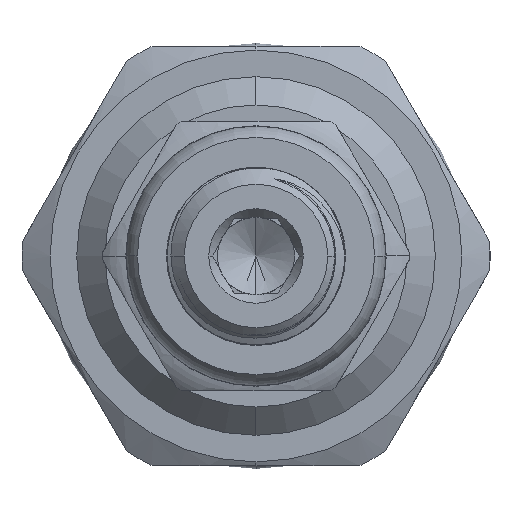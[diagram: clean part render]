
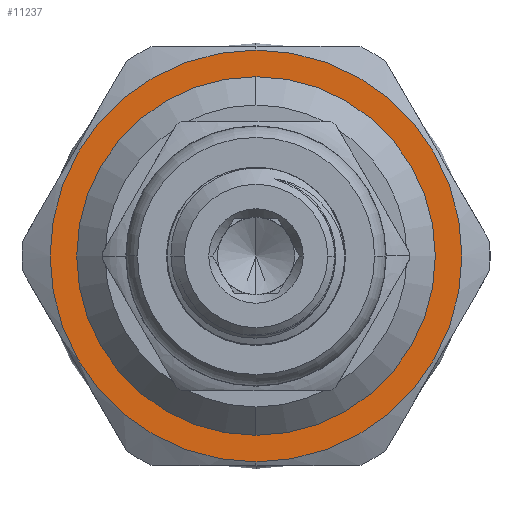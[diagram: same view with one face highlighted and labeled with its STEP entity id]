
A CAD part, left-side view. The second image highlights one B-rep face of the part: STEP entity #11237.
In plain terms, the highlighted planar face has unit normal (-1, 0, 0).
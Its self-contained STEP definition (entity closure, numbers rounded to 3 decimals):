
#239 = VERTEX_POINT ( 'NONE', #11288 ) ;
#951 = DIRECTION ( 'NONE',  ( -1., 0., 0. ) ) ;
#1319 = VERTEX_POINT ( 'NONE', #18450 ) ;
#1954 = CARTESIAN_POINT ( 'NONE',  ( 12., 0., -9.5 ) ) ;
#2173 = AXIS2_PLACEMENT_3D ( 'NONE', #11076, #7831, #6506 ) ;
#2323 = VERTEX_POINT ( 'NONE', #9188 ) ;
#2746 = CIRCLE ( 'NONE', #13750, 9.5 ) ;
#4056 = DIRECTION ( 'NONE',  ( 1., 0., 0. ) ) ;
#4428 = DIRECTION ( 'NONE',  ( 0., 0., 1. ) ) ;
#4448 = ORIENTED_EDGE ( 'NONE', *, *, #5767, .T. ) ;
#4493 = CARTESIAN_POINT ( 'NONE',  ( 12., 0., 0. ) ) ;
#5472 = CARTESIAN_POINT ( 'NONE',  ( 12., 0., 0. ) ) ;
#5736 = CARTESIAN_POINT ( 'NONE',  ( 12., 0., 0. ) ) ;
#5767 = EDGE_CURVE ( 'NONE', #239, #2323, #15772, .T. ) ;
#6506 = DIRECTION ( 'NONE',  ( 0., 0., 1. ) ) ;
#7064 = DIRECTION ( 'NONE',  ( -1., 0., 0. ) ) ;
#7584 = AXIS2_PLACEMENT_3D ( 'NONE', #13474, #4056, #18205 ) ;
#7831 = DIRECTION ( 'NONE',  ( -1., 0., 0. ) ) ;
#7855 = FACE_OUTER_BOUND ( 'NONE', #10776, .T. ) ;
#8696 = EDGE_CURVE ( 'NONE', #2323, #239, #19389, .T. ) ;
#9188 = CARTESIAN_POINT ( 'NONE',  ( 12., 0., -10.91 ) ) ;
#9990 = ORIENTED_EDGE ( 'NONE', *, *, #11119, .F. ) ;
#10574 = AXIS2_PLACEMENT_3D ( 'NONE', #5472, #7064, #13039 ) ;
#10776 = EDGE_LOOP ( 'NONE', ( #19817, #4448 ) ) ;
#11076 = CARTESIAN_POINT ( 'NONE',  ( 12., 0., 0. ) ) ;
#11119 = EDGE_CURVE ( 'NONE', #19387, #1319, #2746, .T. ) ;
#11237 = ADVANCED_FACE ( 'NONE', ( #19327, #7855 ), #13407, .F. ) ;
#11288 = CARTESIAN_POINT ( 'NONE',  ( 12., 0., 10.91 ) ) ;
#11929 = EDGE_LOOP ( 'NONE', ( #13249, #9990 ) ) ;
#12140 = EDGE_CURVE ( 'NONE', #1319, #19387, #13290, .T. ) ;
#12287 = DIRECTION ( 'NONE',  ( -1., 0., 0. ) ) ;
#12455 = AXIS2_PLACEMENT_3D ( 'NONE', #4493, #12287, #4428 ) ;
#13039 = DIRECTION ( 'NONE',  ( 0., 0., 1. ) ) ;
#13249 = ORIENTED_EDGE ( 'NONE', *, *, #12140, .F. ) ;
#13290 = CIRCLE ( 'NONE', #12455, 9.5 ) ;
#13407 = PLANE ( 'NONE',  #7584 ) ;
#13474 = CARTESIAN_POINT ( 'NONE',  ( 12., 9.5, 0. ) ) ;
#13611 = DIRECTION ( 'NONE',  ( 0., 0., 1. ) ) ;
#13750 = AXIS2_PLACEMENT_3D ( 'NONE', #5736, #951, #13611 ) ;
#15772 = CIRCLE ( 'NONE', #10574, 10.91 ) ;
#18205 = DIRECTION ( 'NONE',  ( 0., 0., -1. ) ) ;
#18450 = CARTESIAN_POINT ( 'NONE',  ( 12., 0., 9.5 ) ) ;
#19327 = FACE_BOUND ( 'NONE', #11929, .T. ) ;
#19387 = VERTEX_POINT ( 'NONE', #1954 ) ;
#19389 = CIRCLE ( 'NONE', #2173, 10.91 ) ;
#19817 = ORIENTED_EDGE ( 'NONE', *, *, #8696, .T. ) ;
